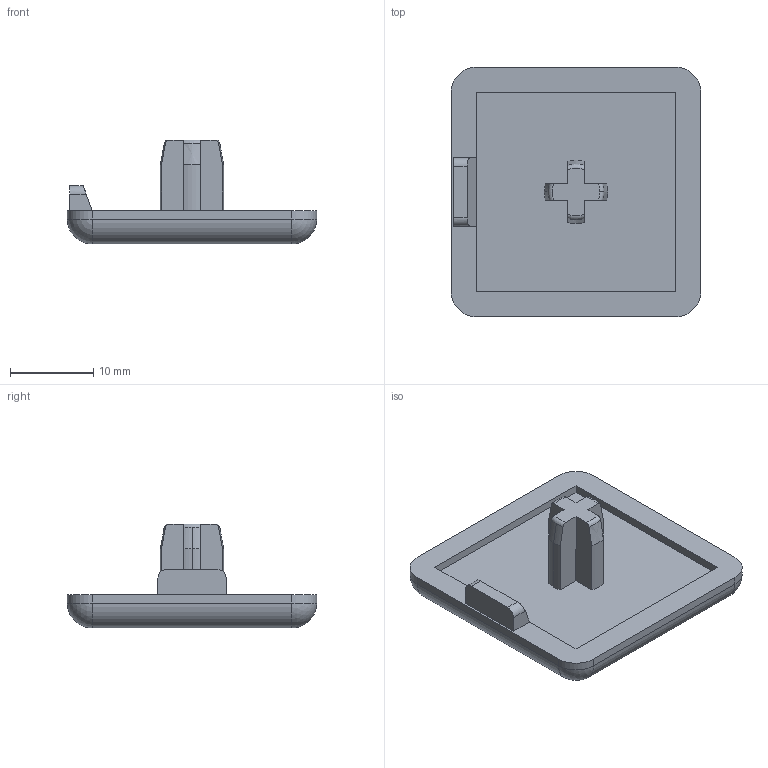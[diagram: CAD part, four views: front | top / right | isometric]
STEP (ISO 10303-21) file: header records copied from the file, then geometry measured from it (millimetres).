
FILE_DESCRIPTION (( 'STEP AP214' ), '1' );
FILE_NAME ('091027.STEP', '2014-08-21T13:29:12', ( '' ), ( '' ), 'SwSTEP 2.0', 'SolidWorks 2014', '' );
FILE_SCHEMA (( 'AUTOMOTIVE_DESIGN' ));
Length unit declared in the file: millimetre
Products named in the file (1): 091027
Bounding box: 30 x 30 x 12.5 mm (x, y, z)
Volume: 3072.4 mm3; surface area: 2508.2 mm2
Topology: 1 solids, 1 shells, 54 faces, 139 edges, 85 vertices
Faces by surface type: plane 25, cylinder 15, torus 5, cone 5, sphere 4
Entity records: 1665 total; most frequent: CARTESIAN_POINT 345, ORIENTED_EDGE 270, DIRECTION 267, EDGE_CURVE 135, AXIS2_PLACEMENT_3D 95, VERTEX_POINT 85, VECTOR 77, LINE 77
